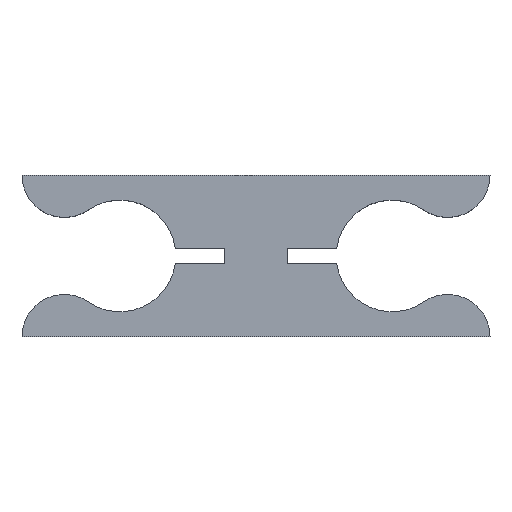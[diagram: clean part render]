
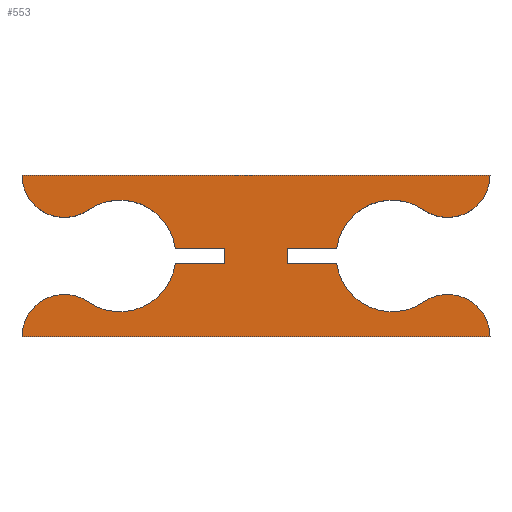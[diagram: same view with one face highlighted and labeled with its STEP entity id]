
A CAD part, top view. The second image highlights one B-rep face of the part: STEP entity #553.
In plain terms, the highlighted planar face has unit normal (0, 0, 1).
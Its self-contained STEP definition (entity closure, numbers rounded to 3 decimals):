
#24 = VERTEX_POINT('',#25);
#25 = CARTESIAN_POINT('',(-6.5,0.625,7.));
#31 = EDGE_CURVE('',#24,#32,#34,.T.);
#32 = VERTEX_POINT('',#33);
#33 = CARTESIAN_POINT('',(-2.5,0.625,7.));
#34 = LINE('',#35,#36);
#35 = CARTESIAN_POINT('',(-6.5,0.625,7.));
#36 = VECTOR('',#37,1.);
#37 = DIRECTION('',(1.,0.,0.));
#62 = EDGE_CURVE('',#24,#63,#65,.T.);
#63 = VERTEX_POINT('',#64);
#64 = CARTESIAN_POINT('',(-13.514,3.703,7.));
#65 = CIRCLE('',#66,4.5);
#66 = AXIS2_PLACEMENT_3D('',#67,#68,#69);
#67 = CARTESIAN_POINT('',(-10.956,0.,7.));
#68 = DIRECTION('',(0.,0.,1.));
#69 = DIRECTION('',(1.,0.,0.));
#97 = VERTEX_POINT('',#98);
#98 = CARTESIAN_POINT('',(-18.846,6.5,7.));
#104 = EDGE_CURVE('',#97,#63,#105,.T.);
#105 = CIRCLE('',#106,3.4);
#106 = AXIS2_PLACEMENT_3D('',#107,#108,#109);
#107 = CARTESIAN_POINT('',(-15.446,6.5,7.));
#108 = DIRECTION('',(0.,0.,1.));
#109 = DIRECTION('',(1.,0.,0.));
#130 = VERTEX_POINT('',#131);
#131 = CARTESIAN_POINT('',(18.846,6.5,7.));
#137 = EDGE_CURVE('',#130,#97,#138,.T.);
#138 = LINE('',#139,#140);
#139 = CARTESIAN_POINT('',(18.846,6.5,7.));
#140 = VECTOR('',#141,1.);
#141 = DIRECTION('',(-1.,0.,0.));
#161 = VERTEX_POINT('',#162);
#162 = CARTESIAN_POINT('',(13.514,3.703,7.));
#168 = EDGE_CURVE('',#161,#130,#169,.T.);
#169 = CIRCLE('',#170,3.4);
#170 = AXIS2_PLACEMENT_3D('',#171,#172,#173);
#171 = CARTESIAN_POINT('',(15.446,6.5,7.));
#172 = DIRECTION('',(0.,0.,1.));
#173 = DIRECTION('',(1.,0.,0.));
#192 = EDGE_CURVE('',#161,#193,#195,.T.);
#193 = VERTEX_POINT('',#194);
#194 = CARTESIAN_POINT('',(6.5,0.625,7.));
#195 = CIRCLE('',#196,4.5);
#196 = AXIS2_PLACEMENT_3D('',#197,#198,#199);
#197 = CARTESIAN_POINT('',(10.956,0.,7.));
#198 = DIRECTION('',(0.,0.,1.));
#199 = DIRECTION('',(1.,0.,0.));
#225 = EDGE_CURVE('',#193,#226,#228,.T.);
#226 = VERTEX_POINT('',#227);
#227 = CARTESIAN_POINT('',(2.5,0.625,7.));
#228 = LINE('',#229,#230);
#229 = CARTESIAN_POINT('',(6.5,0.625,7.));
#230 = VECTOR('',#231,1.);
#231 = DIRECTION('',(-1.,0.,0.));
#256 = EDGE_CURVE('',#226,#257,#259,.T.);
#257 = VERTEX_POINT('',#258);
#258 = CARTESIAN_POINT('',(2.5,-0.625,7.));
#259 = LINE('',#260,#261);
#260 = CARTESIAN_POINT('',(2.5,0.625,7.));
#261 = VECTOR('',#262,1.);
#262 = DIRECTION('',(0.,-1.,0.));
#287 = EDGE_CURVE('',#257,#288,#290,.T.);
#288 = VERTEX_POINT('',#289);
#289 = CARTESIAN_POINT('',(6.5,-0.625,7.));
#290 = LINE('',#291,#292);
#291 = CARTESIAN_POINT('',(2.5,-0.625,7.));
#292 = VECTOR('',#293,1.);
#293 = DIRECTION('',(1.,0.,0.));
#318 = EDGE_CURVE('',#288,#319,#321,.T.);
#319 = VERTEX_POINT('',#320);
#320 = CARTESIAN_POINT('',(13.514,-3.703,7.));
#321 = CIRCLE('',#322,4.5);
#322 = AXIS2_PLACEMENT_3D('',#323,#324,#325);
#323 = CARTESIAN_POINT('',(10.956,0.,7.));
#324 = DIRECTION('',(0.,0.,1.));
#325 = DIRECTION('',(1.,0.,0.));
#353 = VERTEX_POINT('',#354);
#354 = CARTESIAN_POINT('',(18.846,-6.5,7.));
#360 = EDGE_CURVE('',#353,#319,#361,.T.);
#361 = CIRCLE('',#362,3.4);
#362 = AXIS2_PLACEMENT_3D('',#363,#364,#365);
#363 = CARTESIAN_POINT('',(15.446,-6.5,7.));
#364 = DIRECTION('',(0.,0.,1.));
#365 = DIRECTION('',(1.,0.,0.));
#386 = VERTEX_POINT('',#387);
#387 = CARTESIAN_POINT('',(-18.846,-6.5,7.));
#393 = EDGE_CURVE('',#386,#353,#394,.T.);
#394 = LINE('',#395,#396);
#395 = CARTESIAN_POINT('',(-18.846,-6.5,7.));
#396 = VECTOR('',#397,1.);
#397 = DIRECTION('',(1.,0.,0.));
#417 = VERTEX_POINT('',#418);
#418 = CARTESIAN_POINT('',(-13.514,-3.703,7.));
#424 = EDGE_CURVE('',#417,#386,#425,.T.);
#425 = CIRCLE('',#426,3.4);
#426 = AXIS2_PLACEMENT_3D('',#427,#428,#429);
#427 = CARTESIAN_POINT('',(-15.446,-6.5,7.));
#428 = DIRECTION('',(0.,0.,1.));
#429 = DIRECTION('',(1.,0.,0.));
#448 = EDGE_CURVE('',#417,#449,#451,.T.);
#449 = VERTEX_POINT('',#450);
#450 = CARTESIAN_POINT('',(-6.5,-0.625,7.));
#451 = CIRCLE('',#452,4.5);
#452 = AXIS2_PLACEMENT_3D('',#453,#454,#455);
#453 = CARTESIAN_POINT('',(-10.956,0.,7.));
#454 = DIRECTION('',(0.,0.,1.));
#455 = DIRECTION('',(1.,0.,0.));
#483 = VERTEX_POINT('',#484);
#484 = CARTESIAN_POINT('',(-2.5,-0.625,7.));
#490 = EDGE_CURVE('',#483,#449,#491,.T.);
#491 = LINE('',#492,#493);
#492 = CARTESIAN_POINT('',(-2.5,-0.625,7.));
#493 = VECTOR('',#494,1.);
#494 = DIRECTION('',(-1.,0.,0.));
#512 = EDGE_CURVE('',#32,#483,#513,.T.);
#513 = LINE('',#514,#515);
#514 = CARTESIAN_POINT('',(-2.5,0.625,7.));
#515 = VECTOR('',#516,1.);
#516 = DIRECTION('',(0.,-1.,0.));
#553 = ADVANCED_FACE('',(#554),#572,.T.);
#554 = FACE_BOUND('',#555,.F.);
#555 = EDGE_LOOP('',(#556,#557,#558,#559,#560,#561,#562,#563,#564,#565,
    #566,#567,#568,#569,#570,#571));
#556 = ORIENTED_EDGE('',*,*,#31,.F.);
#557 = ORIENTED_EDGE('',*,*,#62,.T.);
#558 = ORIENTED_EDGE('',*,*,#104,.F.);
#559 = ORIENTED_EDGE('',*,*,#137,.F.);
#560 = ORIENTED_EDGE('',*,*,#168,.F.);
#561 = ORIENTED_EDGE('',*,*,#192,.T.);
#562 = ORIENTED_EDGE('',*,*,#225,.T.);
#563 = ORIENTED_EDGE('',*,*,#256,.T.);
#564 = ORIENTED_EDGE('',*,*,#287,.T.);
#565 = ORIENTED_EDGE('',*,*,#318,.T.);
#566 = ORIENTED_EDGE('',*,*,#360,.F.);
#567 = ORIENTED_EDGE('',*,*,#393,.F.);
#568 = ORIENTED_EDGE('',*,*,#424,.F.);
#569 = ORIENTED_EDGE('',*,*,#448,.T.);
#570 = ORIENTED_EDGE('',*,*,#490,.F.);
#571 = ORIENTED_EDGE('',*,*,#512,.F.);
#572 = PLANE('',#573);
#573 = AXIS2_PLACEMENT_3D('',#574,#575,#576);
#574 = CARTESIAN_POINT('',(0.,0.,7.));
#575 = DIRECTION('',(0.,0.,1.));
#576 = DIRECTION('',(1.,0.,0.));
